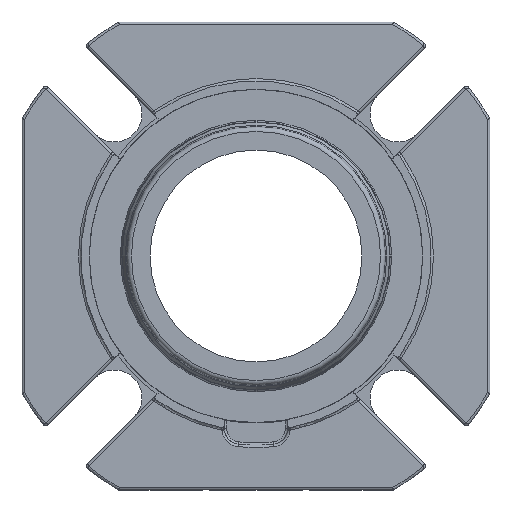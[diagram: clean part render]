
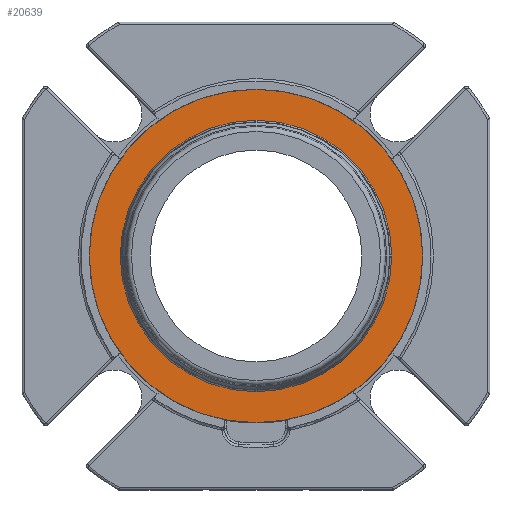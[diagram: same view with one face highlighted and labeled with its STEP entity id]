
A CAD part, left-side view. The second image highlights one B-rep face of the part: STEP entity #20639.
In plain terms, the highlighted planar face has unit normal (-1, 0, 0).
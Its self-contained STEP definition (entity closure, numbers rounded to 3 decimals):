
#4494=PLANE('',#22301);
#10574=ORIENTED_EDGE('',*,*,#13688,.F.);
#10575=ORIENTED_EDGE('',*,*,#13729,.T.);
#13688=EDGE_CURVE('',#15720,#15720,#16359,.F.);
#13729=EDGE_CURVE('',#15721,#15721,#16400,.T.);
#15720=VERTEX_POINT('',#42071);
#15721=VERTEX_POINT('',#42154);
#16359=CIRCLE('',#22220,42.723);
#16400=CIRCLE('',#22302,52.5);
#17736=EDGE_LOOP('',(#10574));
#17737=EDGE_LOOP('',(#10575));
#19079=FACE_BOUND('',#17736,.T.);
#19080=FACE_BOUND('',#17737,.T.);
#20639=ADVANCED_FACE('',(#19079,#19080),#4494,.F.);
#22220=AXIS2_PLACEMENT_3D('',#42070,#26663,#26664);
#22301=AXIS2_PLACEMENT_3D('',#42152,#26825,#26826);
#22302=AXIS2_PLACEMENT_3D('',#42153,#26827,#26828);
#26663=DIRECTION('',(1.,0.,0.));
#26664=DIRECTION('',(0.,0.,-1.));
#26825=DIRECTION('',(1.,0.,0.));
#26826=DIRECTION('',(0.,-1.,0.));
#26827=DIRECTION('',(-1.,0.,0.));
#26828=DIRECTION('',(0.,1.,0.));
#42070=CARTESIAN_POINT('',(39.497,0.,0.));
#42071=CARTESIAN_POINT('',(39.497,0.,-42.723));
#42152=CARTESIAN_POINT('',(39.497,52.5,0.));
#42153=CARTESIAN_POINT('',(39.497,0.,0.));
#42154=CARTESIAN_POINT('',(39.497,52.5,0.));
